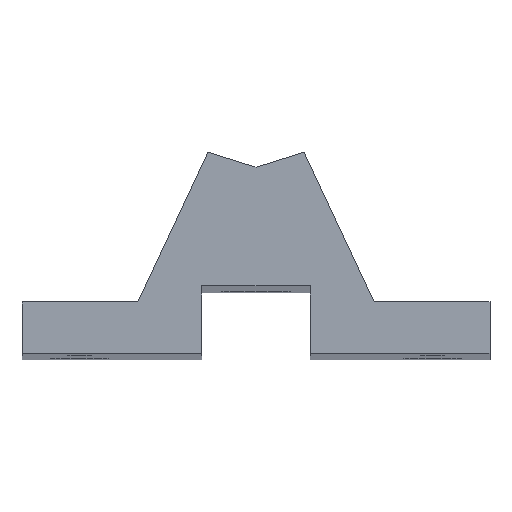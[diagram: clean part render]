
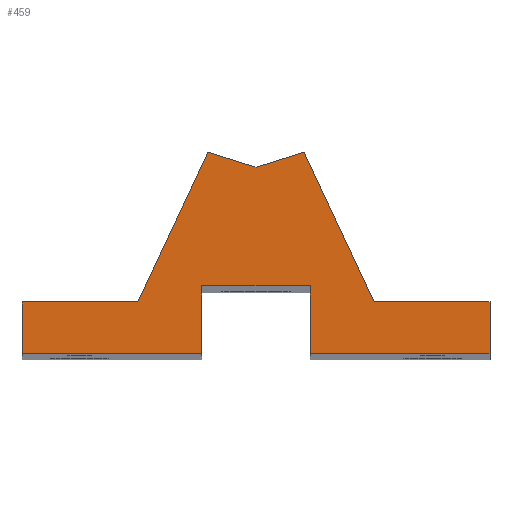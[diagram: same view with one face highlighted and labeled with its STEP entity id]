
A CAD part, top view. The second image highlights one B-rep face of the part: STEP entity #459.
In plain terms, the highlighted planar face has unit normal (0, 0, 1).
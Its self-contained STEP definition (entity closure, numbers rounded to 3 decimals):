
#39=PLANE('',#516);
#60=FACE_OUTER_BOUND('',#91,.T.);
#91=EDGE_LOOP('',(#420,#421,#422,#423,#424,#425,#426,#427,#428,#429,#430,
#431,#432));
#102=LINE('',#666,#149);
#110=LINE('',#699,#157);
#114=LINE('',#707,#161);
#118=LINE('',#713,#165);
#119=LINE('',#716,#166);
#122=LINE('',#722,#169);
#125=LINE('',#728,#172);
#128=LINE('',#734,#175);
#131=LINE('',#740,#178);
#134=LINE('',#746,#181);
#137=LINE('',#752,#184);
#140=LINE('',#758,#187);
#143=LINE('',#763,#190);
#149=VECTOR('',#545,10.);
#157=VECTOR('',#579,10.);
#161=VECTOR('',#585,10.);
#165=VECTOR('',#591,10.);
#166=VECTOR('',#594,10.);
#169=VECTOR('',#599,10.);
#172=VECTOR('',#604,10.);
#175=VECTOR('',#609,10.);
#178=VECTOR('',#614,10.);
#181=VECTOR('',#619,10.);
#184=VECTOR('',#624,10.);
#187=VECTOR('',#629,10.);
#190=VECTOR('',#634,10.);
#210=VERTEX_POINT('',#663);
#211=VERTEX_POINT('',#665);
#222=VERTEX_POINT('',#697);
#223=VERTEX_POINT('',#698);
#226=VERTEX_POINT('',#706);
#228=VERTEX_POINT('',#715);
#230=VERTEX_POINT('',#721);
#232=VERTEX_POINT('',#727);
#234=VERTEX_POINT('',#733);
#236=VERTEX_POINT('',#739);
#238=VERTEX_POINT('',#745);
#240=VERTEX_POINT('',#751);
#242=VERTEX_POINT('',#757);
#256=EDGE_CURVE('',#210,#211,#102,.T.);
#272=EDGE_CURVE('',#222,#223,#110,.T.);
#276=EDGE_CURVE('',#223,#226,#114,.T.);
#280=EDGE_CURVE('',#226,#210,#118,.T.);
#281=EDGE_CURVE('',#211,#228,#119,.T.);
#284=EDGE_CURVE('',#228,#230,#122,.T.);
#287=EDGE_CURVE('',#230,#232,#125,.T.);
#290=EDGE_CURVE('',#232,#234,#128,.T.);
#293=EDGE_CURVE('',#234,#236,#131,.T.);
#296=EDGE_CURVE('',#236,#238,#134,.T.);
#299=EDGE_CURVE('',#238,#240,#137,.T.);
#302=EDGE_CURVE('',#240,#242,#140,.T.);
#305=EDGE_CURVE('',#242,#222,#143,.T.);
#420=ORIENTED_EDGE('',*,*,#272,.F.);
#421=ORIENTED_EDGE('',*,*,#305,.F.);
#422=ORIENTED_EDGE('',*,*,#302,.F.);
#423=ORIENTED_EDGE('',*,*,#299,.F.);
#424=ORIENTED_EDGE('',*,*,#296,.F.);
#425=ORIENTED_EDGE('',*,*,#293,.F.);
#426=ORIENTED_EDGE('',*,*,#290,.F.);
#427=ORIENTED_EDGE('',*,*,#287,.F.);
#428=ORIENTED_EDGE('',*,*,#284,.F.);
#429=ORIENTED_EDGE('',*,*,#281,.F.);
#430=ORIENTED_EDGE('',*,*,#256,.F.);
#431=ORIENTED_EDGE('',*,*,#280,.F.);
#432=ORIENTED_EDGE('',*,*,#276,.F.);
#459=ADVANCED_FACE('',(#60),#39,.T.);
#516=AXIS2_PLACEMENT_3D('',#766,#638,#639);
#545=DIRECTION('',(0.954,0.301,0.));
#579=DIRECTION('',(1.,0.,0.));
#585=DIRECTION('',(0.423,0.906,0.));
#591=DIRECTION('',(0.954,-0.301,0.));
#594=DIRECTION('',(0.423,-0.906,0.));
#599=DIRECTION('',(1.,0.,0.));
#604=DIRECTION('',(0.,-1.,0.));
#609=DIRECTION('',(-1.,0.,0.));
#614=DIRECTION('',(0.,1.,0.));
#619=DIRECTION('',(-1.,0.,0.));
#624=DIRECTION('',(0.,-1.,0.));
#629=DIRECTION('',(-1.,0.,0.));
#634=DIRECTION('',(0.,1.,0.));
#638=DIRECTION('center_axis',(0.,0.,1.));
#639=DIRECTION('ref_axis',(1.,0.,0.));
#663=CARTESIAN_POINT('',(0.,25.029,600.));
#665=CARTESIAN_POINT('',(7.5,27.394,600.));
#666=CARTESIAN_POINT('',(7.5,27.394,600.));
#697=CARTESIAN_POINT('',(-36.5,4.,600.));
#698=CARTESIAN_POINT('',(-18.409,4.,600.));
#699=CARTESIAN_POINT('',(-18.409,4.,600.));
#706=CARTESIAN_POINT('',(-7.5,27.394,600.));
#707=CARTESIAN_POINT('',(-7.5,27.394,600.));
#713=CARTESIAN_POINT('',(0.,25.029,600.));
#715=CARTESIAN_POINT('',(18.409,4.,600.));
#716=CARTESIAN_POINT('',(18.409,4.,600.));
#721=CARTESIAN_POINT('',(36.5,4.,600.));
#722=CARTESIAN_POINT('',(36.5,4.,600.));
#727=CARTESIAN_POINT('',(36.5,-4.,600.));
#728=CARTESIAN_POINT('',(36.5,-4.,600.));
#733=CARTESIAN_POINT('',(8.5,-4.,600.));
#734=CARTESIAN_POINT('',(8.5,-4.,600.));
#739=CARTESIAN_POINT('',(8.5,6.5,600.));
#740=CARTESIAN_POINT('',(8.5,6.5,600.));
#745=CARTESIAN_POINT('',(-8.5,6.5,600.));
#746=CARTESIAN_POINT('',(-8.5,6.5,600.));
#751=CARTESIAN_POINT('',(-8.5,-4.,600.));
#752=CARTESIAN_POINT('',(-8.5,-4.,600.));
#757=CARTESIAN_POINT('',(-36.5,-4.,600.));
#758=CARTESIAN_POINT('',(-36.5,-4.,600.));
#763=CARTESIAN_POINT('',(-36.5,4.,600.));
#766=CARTESIAN_POINT('Origin',(0.,5.995,600.));
